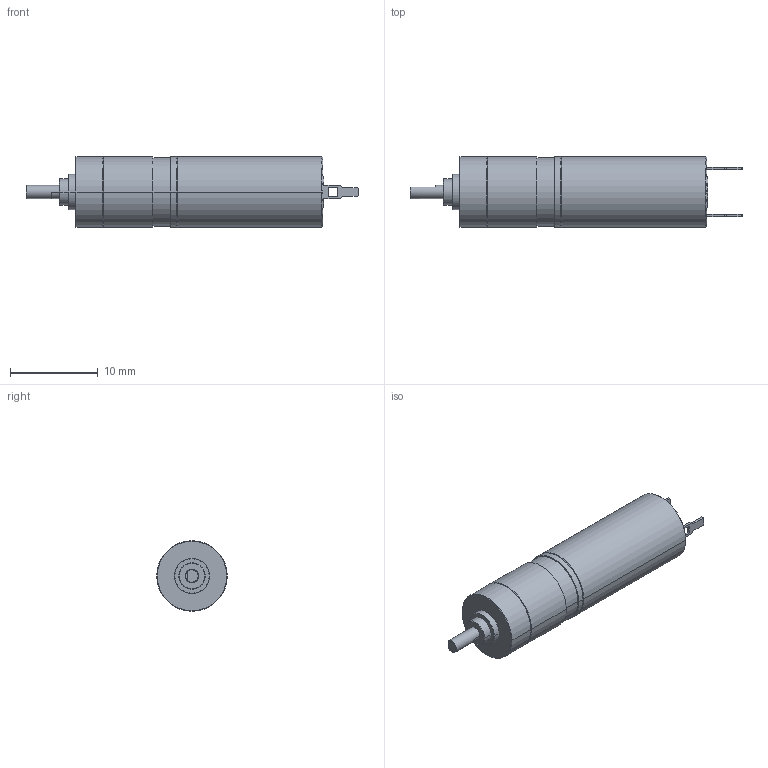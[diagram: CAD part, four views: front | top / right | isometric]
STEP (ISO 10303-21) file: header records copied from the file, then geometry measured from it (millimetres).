
FILE_DESCRIPTION((''),'2;1');
FILE_NAME('4696320000812_SW0003','2023-04-23T15:30:13',('BU5.RD'),(''),'CREO PARAMETRIC BY PTC INC, 2018100','CREO PARAMETRIC BY PTC INC, 2018100','');
FILE_SCHEMA(('CONFIG_CONTROL_DESIGN'));
Length unit declared in the file: millimetre
Products named in the file (1): 4696320000812_SW0003
Bounding box: 37.73 x 8 x 8 mm (x, y, z)
Volume: 1432.4 mm3; surface area: 872.8 mm2
Topology: 1 solids, 1 shells, 98 faces, 235 edges, 150 vertices
Faces by surface type: plane 55, cylinder 22, cone 21
Entity records: 2874 total; most frequent: DIRECTION 496, CARTESIAN_POINT 489, ORIENTED_EDGE 470, EDGE_CURVE 235, VECTOR 166, LINE 166, AXIS2_PLACEMENT_3D 165, VERTEX_POINT 150
